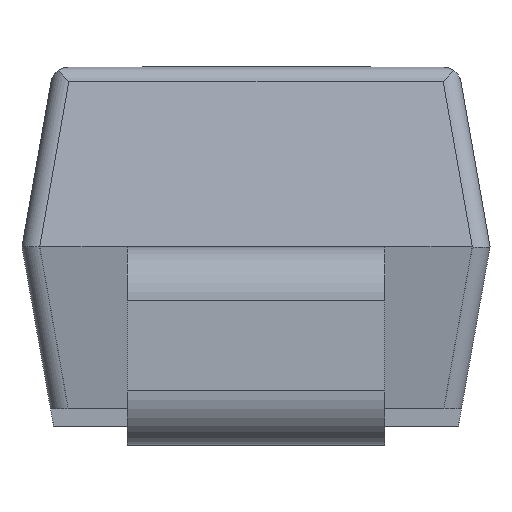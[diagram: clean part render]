
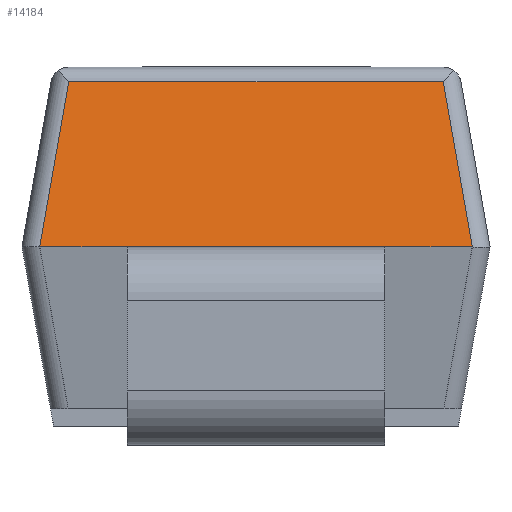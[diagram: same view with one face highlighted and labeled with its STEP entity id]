
A CAD part, left-side view. The second image highlights one B-rep face of the part: STEP entity #14184.
In plain terms, the highlighted planar face has unit normal (-0.985, 0, 0.174).
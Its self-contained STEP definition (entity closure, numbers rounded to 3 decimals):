
#1258 = VECTOR ( 'NONE', #4545, 1000. ) ;
#2256 = ORIENTED_EDGE ( 'NONE', *, *, #20713, .T. ) ;
#2563 = CARTESIAN_POINT ( 'NONE',  ( -2.15, -0.715, 0. ) ) ;
#3896 = CARTESIAN_POINT ( 'NONE',  ( -2.15, 1.202, 0. ) ) ;
#4182 = DIRECTION ( 'NONE',  ( 0.174, 0., 0.985 ) ) ;
#4217 = ORIENTED_EDGE ( 'NONE', *, *, #13756, .T. ) ;
#4545 = DIRECTION ( 'NONE',  ( 0.171, 0.171, 0.97 ) ) ;
#5173 = DIRECTION ( 'NONE',  ( -0.171, 0.171, -0.97 ) ) ;
#5515 = VERTEX_POINT ( 'NONE', #15334 ) ;
#6511 = LINE ( 'NONE', #10311, #6738 ) ;
#6516 = ORIENTED_EDGE ( 'NONE', *, *, #13723, .T. ) ;
#6738 = VECTOR ( 'NONE', #9886, 1000. ) ;
#6814 = LINE ( 'NONE', #14969, #8132 ) ;
#6816 = CARTESIAN_POINT ( 'NONE',  ( -2.15, 1.3, 0. ) ) ;
#6913 = LINE ( 'NONE', #10088, #13631 ) ;
#8132 = VECTOR ( 'NONE', #8447, 1000. ) ;
#8447 = DIRECTION ( 'NONE',  ( 0., -1., 0. ) ) ;
#9272 = VERTEX_POINT ( 'NONE', #2563 ) ;
#9877 = VERTEX_POINT ( 'NONE', #16271 ) ;
#9886 = DIRECTION ( 'NONE',  ( 0., -1., 0. ) ) ;
#9948 = EDGE_CURVE ( 'NONE', #12794, #20015, #6913, .T. ) ;
#10088 = CARTESIAN_POINT ( 'NONE',  ( -2.153, 1.204, -0.016 ) ) ;
#10311 = CARTESIAN_POINT ( 'NONE',  ( -2.15, 1.3, 0. ) ) ;
#10919 = EDGE_CURVE ( 'NONE', #9877, #12794, #14927, .T. ) ;
#11042 = CARTESIAN_POINT ( 'NONE',  ( -1.988, 1.04, 0.917 ) ) ;
#11435 = EDGE_LOOP ( 'NONE', ( #18029, #14578, #2256, #4217, #19943, #6516 ) ) ;
#11780 = DIRECTION ( 'NONE',  ( 0., 1., 0. ) ) ;
#12052 = LINE ( 'NONE', #6816, #17852 ) ;
#12314 = VECTOR ( 'NONE', #11780, 1000. ) ;
#12794 = VERTEX_POINT ( 'NONE', #11042 ) ;
#13631 = VECTOR ( 'NONE', #5173, 1000. ) ;
#13723 = EDGE_CURVE ( 'NONE', #5515, #9877, #14772, .T. ) ;
#13753 = EDGE_CURVE ( 'NONE', #9272, #5515, #6511, .T. ) ;
#13756 = EDGE_CURVE ( 'NONE', #18750, #9272, #6814, .T. ) ;
#14184 = ADVANCED_FACE ( 'NONE', ( #19127 ), #15906, .T. ) ;
#14279 = CARTESIAN_POINT ( 'NONE',  ( -2.15, 1.3, 0. ) ) ;
#14578 = ORIENTED_EDGE ( 'NONE', *, *, #9948, .T. ) ;
#14772 = LINE ( 'NONE', #21335, #1258 ) ;
#14927 = LINE ( 'NONE', #16544, #12314 ) ;
#14969 = CARTESIAN_POINT ( 'NONE',  ( -2.15, 1.3, 0. ) ) ;
#15073 = DIRECTION ( 'NONE',  ( 0., -1., 0. ) ) ;
#15334 = CARTESIAN_POINT ( 'NONE',  ( -2.15, -1.202, 0. ) ) ;
#15906 = PLANE ( 'NONE',  #16763 ) ;
#16010 = DIRECTION ( 'NONE',  ( -0.985, 0., 0.174 ) ) ;
#16271 = CARTESIAN_POINT ( 'NONE',  ( -1.988, -1.04, 0.917 ) ) ;
#16544 = CARTESIAN_POINT ( 'NONE',  ( -1.988, 1.124, 0.917 ) ) ;
#16763 = AXIS2_PLACEMENT_3D ( 'NONE', #14279, #16010, #4182 ) ;
#16853 = CARTESIAN_POINT ( 'NONE',  ( -2.15, 0.715, 0. ) ) ;
#17852 = VECTOR ( 'NONE', #15073, 1000. ) ;
#18029 = ORIENTED_EDGE ( 'NONE', *, *, #10919, .T. ) ;
#18750 = VERTEX_POINT ( 'NONE', #16853 ) ;
#19127 = FACE_OUTER_BOUND ( 'NONE', #11435, .T. ) ;
#19943 = ORIENTED_EDGE ( 'NONE', *, *, #13753, .T. ) ;
#20015 = VERTEX_POINT ( 'NONE', #3896 ) ;
#20713 = EDGE_CURVE ( 'NONE', #20015, #18750, #12052, .T. ) ;
#21335 = CARTESIAN_POINT ( 'NONE',  ( -2.077, -1.128, 0.415 ) ) ;
